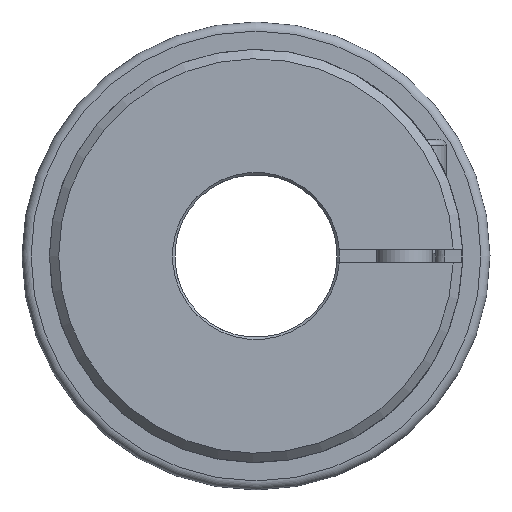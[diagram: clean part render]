
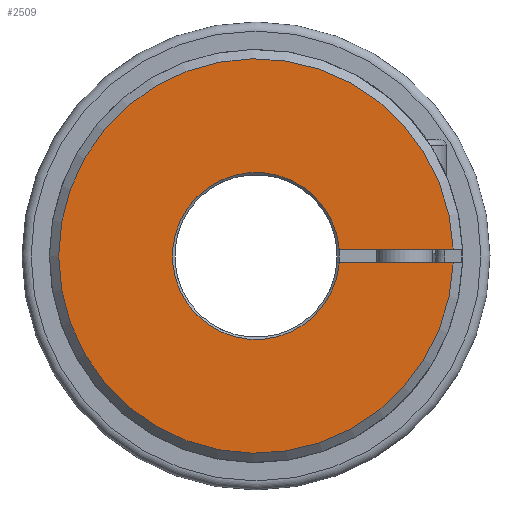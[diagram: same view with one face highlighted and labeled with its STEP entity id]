
A CAD part, left-side view. The second image highlights one B-rep face of the part: STEP entity #2509.
In plain terms, the highlighted planar face has unit normal (-1, 0, 0).
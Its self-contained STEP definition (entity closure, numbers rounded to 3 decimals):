
#88=CIRCLE('',#2656,18.);
#89=CIRCLE('',#2658,42.5);
#198=LINE('',#3794,#270);
#203=LINE('',#3842,#275);
#270=VECTOR('',#2941,1000.);
#275=VECTOR('',#2962,1000.);
#332=PLANE('',#2657);
#469=ORIENTED_EDGE('',*,*,#820,.T.);
#470=ORIENTED_EDGE('',*,*,#834,.F.);
#471=ORIENTED_EDGE('',*,*,#835,.T.);
#472=ORIENTED_EDGE('',*,*,#836,.T.);
#820=EDGE_CURVE('',#1015,#1014,#198,.T.);
#834=EDGE_CURVE('',#1025,#1014,#88,.T.);
#835=EDGE_CURVE('',#1025,#1026,#203,.T.);
#836=EDGE_CURVE('',#1026,#1015,#89,.T.);
#1014=VERTEX_POINT('',#3793);
#1015=VERTEX_POINT('',#3795);
#1025=VERTEX_POINT('',#3839);
#1026=VERTEX_POINT('',#3843);
#1211=EDGE_LOOP('',(#469,#470,#471,#472));
#1411=FACE_BOUND('',#1211,.T.);
#2509=ADVANCED_FACE('',(#1411),#332,.T.);
#2656=AXIS2_PLACEMENT_3D('',#3840,#2958,#2959);
#2657=AXIS2_PLACEMENT_3D('',#3841,#2960,#2961);
#2658=AXIS2_PLACEMENT_3D('',#3844,#2963,#2964);
#2941=DIRECTION('',(0.,1.,0.));
#2958=DIRECTION('',(-1.,0.,0.));
#2959=DIRECTION('',(0.,0.,1.));
#2960=DIRECTION('',(-1.,0.,0.));
#2961=DIRECTION('',(0.,0.,1.));
#2962=DIRECTION('',(0.,-1.,0.));
#2963=DIRECTION('',(-1.,0.,0.));
#2964=DIRECTION('',(0.,0.,1.));
#3793=CARTESIAN_POINT('',(-25.755,-17.937,-1.5));
#3794=CARTESIAN_POINT('',(-25.755,0.,-1.5));
#3795=CARTESIAN_POINT('',(-25.755,-42.474,-1.5));
#3839=CARTESIAN_POINT('',(-25.755,-17.937,1.5));
#3840=CARTESIAN_POINT('',(-25.755,0.,0.));
#3841=CARTESIAN_POINT('',(-25.755,0.,17.5));
#3842=CARTESIAN_POINT('',(-25.755,0.,1.5));
#3843=CARTESIAN_POINT('',(-25.755,-42.474,1.5));
#3844=CARTESIAN_POINT('',(-25.755,0.,0.));
